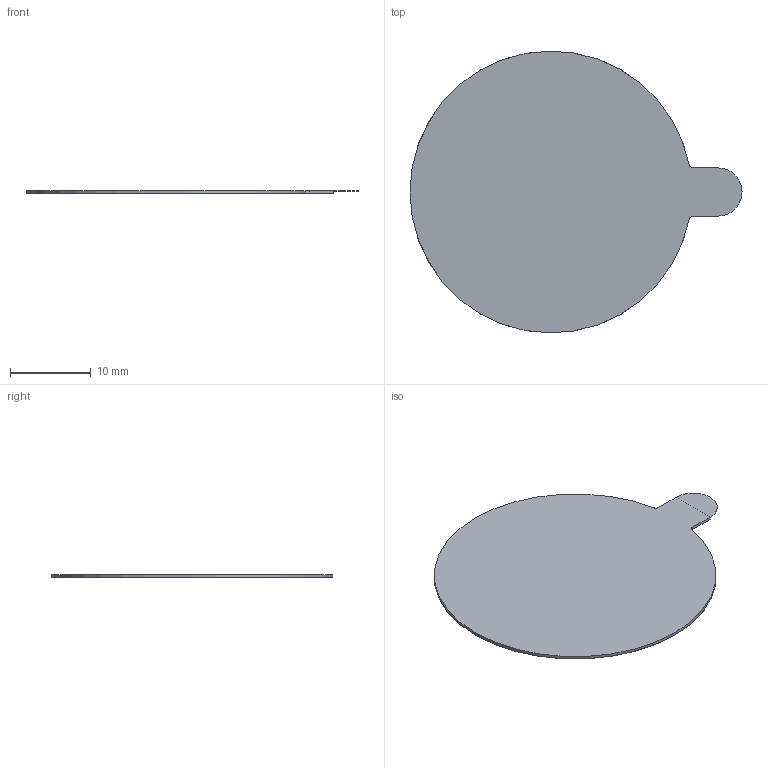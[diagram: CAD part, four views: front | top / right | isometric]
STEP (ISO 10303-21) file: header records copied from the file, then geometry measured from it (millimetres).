
FILE_DESCRIPTION (( 'STEP AP214' ), '1' );
FILE_NAME ('FXC.35.B.dg_Web.STEP', '2024-05-27T08:12:49', ( '' ), ( '' ), 'SwSTEP 2.0', 'SolidWorks 2022', '' );
FILE_SCHEMA (( 'AUTOMOTIVE_DESIGN' ));
Length unit declared in the file: millimetre
Products named in the file (1): FXC.35.B.dg_Web
Bounding box: 41.24 x 35 x 0.36 mm (x, y, z)
Volume: 356.4 mm3; surface area: 3959.3 mm2
Topology: 2 solids, 2 shells, 264 faces, 703 edges, 468 vertices
Faces by surface type: plane 146, bspline 113, cylinder 5
Full cylindrical faces by diameter (mm): 35 x1
Entity records: 13829 total; most frequent: CARTESIAN_POINT 5072, ORIENTED_EDGE 1404, DIRECTION 790, EDGE_CURVE 702, VERTEX_POINT 468, LINE 466, VECTOR 466, EDGE_LOOP 290
